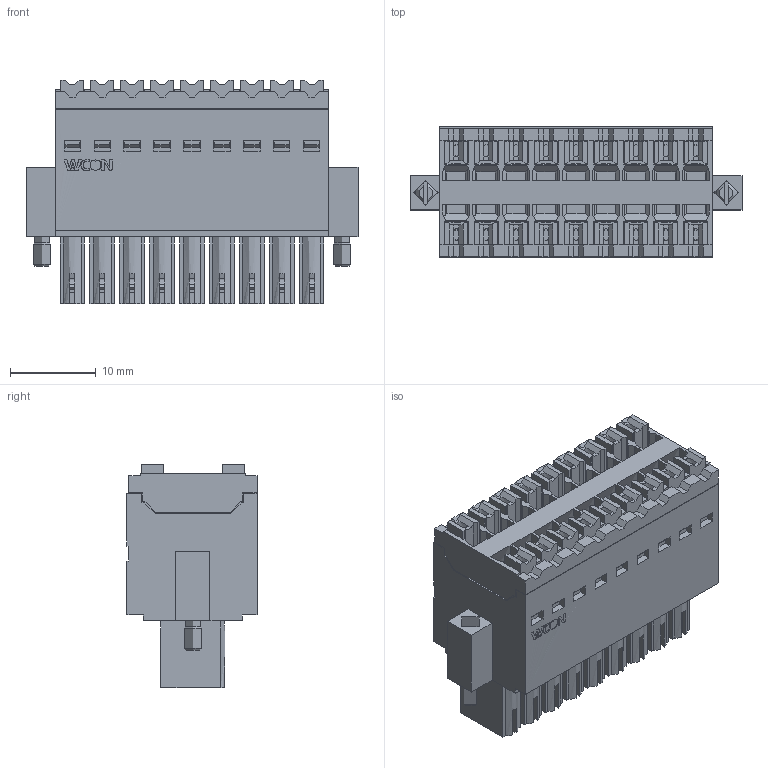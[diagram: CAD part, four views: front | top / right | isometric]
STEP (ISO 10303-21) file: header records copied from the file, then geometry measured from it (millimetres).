
FILE_DESCRIPTION( ('This file contains a STEP AP42 implementation' ,'as created by ZW3D STEP Interface translator.') ,'2;1' );
FILE_NAME( 'PF350SW-2F09BSNW1.stp' ,'231129.144354', (''), ('ZWCAD Software Co.'), 'Version 1.0', 'ZW3D to STEP translator', '' );
FILE_SCHEMA(('AUTOMOTIVE_DESIGN { 1 0 10303 214 1 1 1 1 }'));
Length unit declared in the file: millimetre
Products named in the file (2): 0; PF350SW-2F09BSNW1
Bounding box: 38.8 x 15.2 x 26.1 mm (x, y, z)
Volume: 8309.3 mm3
Topology: 1 solids, 3 shells, 2627 faces, 7399 edges, 4790 vertices
Faces by surface type: plane 2099, cylinder 371, bspline 149, cone 4, torus 4
Full cylindrical faces by diameter (mm): 1.4 x18, 1.7 x2, 2 x2, 2.4 x2, 2.65 x2, 2.85 x2
Entity records: 88528 total; most frequent: CARTESIAN_POINT 18368, ORIENTED_EDGE 14796, DIRECTION 12954, EDGE_CURVE 7398, VECTOR 6084, LINE 6084, VERTEX_POINT 4789, AXIS2_PLACEMENT_3D 3435
